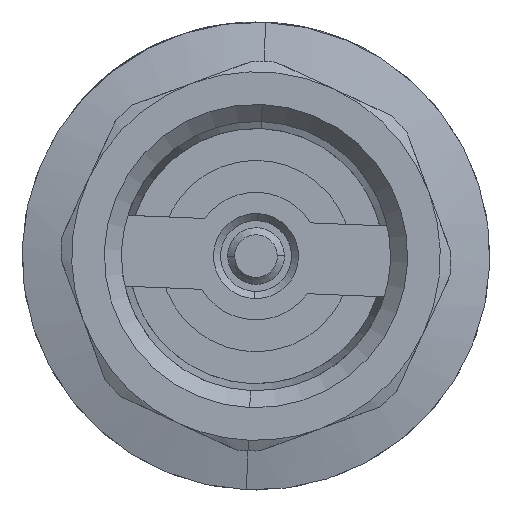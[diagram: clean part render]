
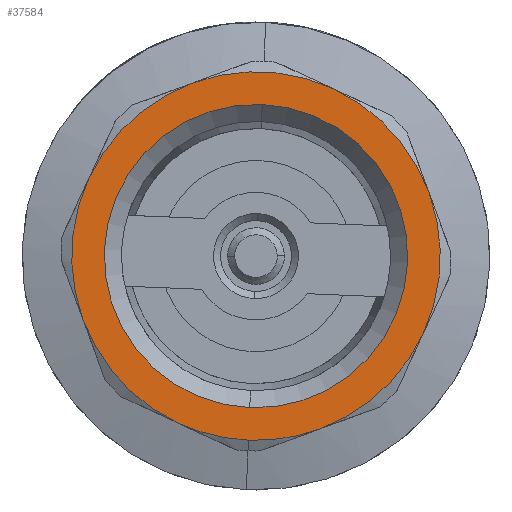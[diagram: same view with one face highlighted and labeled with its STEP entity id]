
A CAD part, front view. The second image highlights one B-rep face of the part: STEP entity #37584.
In plain terms, the highlighted face is planar.
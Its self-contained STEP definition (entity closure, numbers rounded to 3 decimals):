
#38 = EDGE_CURVE ( 'NONE', #28300, #14723, #20611, .T. ) ;
#673 = DIRECTION ( 'NONE',  ( 0., 1., 0. ) ) ;
#739 = DIRECTION ( 'NONE',  ( 0., 0., 1. ) ) ;
#1066 = EDGE_CURVE ( 'NONE', #17635, #23050, #22930, .T. ) ;
#1566 = CARTESIAN_POINT ( 'NONE',  ( 0., 20., 0. ) ) ;
#1729 = ORIENTED_EDGE ( 'NONE', *, *, #28311, .T. ) ;
#1743 = VERTEX_POINT ( 'NONE', #2344 ) ;
#2344 = CARTESIAN_POINT ( 'NONE',  ( 0., 20., 10.7 ) ) ;
#2558 = AXIS2_PLACEMENT_3D ( 'NONE', #37200, #16363, #34182 ) ;
#2560 = VERTEX_POINT ( 'NONE', #34008 ) ;
#3425 = CARTESIAN_POINT ( 'NONE',  ( 4.975, 20., 12.01 ) ) ;
#4202 = AXIS2_PLACEMENT_3D ( 'NONE', #33157, #15342, #36159 ) ;
#4220 = EDGE_CURVE ( 'NONE', #2560, #5844, #18610, .T. ) ;
#4502 = DIRECTION ( 'NONE',  ( 0., 0., 1. ) ) ;
#4657 = CARTESIAN_POINT ( 'NONE',  ( 0., 20., -10.7 ) ) ;
#4749 = CARTESIAN_POINT ( 'NONE',  ( 10.7, 20., 0. ) ) ;
#4762 = CIRCLE ( 'NONE', #15740, 13. ) ;
#4883 = ORIENTED_EDGE ( 'NONE', *, *, #37376, .T. ) ;
#5081 = DIRECTION ( 'NONE',  ( 0., 1., 0. ) ) ;
#5322 = DIRECTION ( 'NONE',  ( 0., 1., 0. ) ) ;
#5844 = VERTEX_POINT ( 'NONE', #16116 ) ;
#6491 = VERTEX_POINT ( 'NONE', #7501 ) ;
#6804 = ORIENTED_EDGE ( 'NONE', *, *, #21690, .T. ) ;
#7501 = CARTESIAN_POINT ( 'NONE',  ( 4.975, 20., -12.01 ) ) ;
#7632 = AXIS2_PLACEMENT_3D ( 'NONE', #1566, #22330, #4502 ) ;
#8495 = FACE_BOUND ( 'NONE', #37382, .T. ) ;
#8714 = EDGE_CURVE ( 'NONE', #5844, #17635, #24466, .T. ) ;
#9261 = AXIS2_PLACEMENT_3D ( 'NONE', #22905, #5081, #25876 ) ;
#10279 = AXIS2_PLACEMENT_3D ( 'NONE', #30905, #13092, #33899 ) ;
#10354 = CIRCLE ( 'NONE', #10279, 13. ) ;
#10498 = CIRCLE ( 'NONE', #9261, 10.7 ) ;
#11681 = CIRCLE ( 'NONE', #4202, 13. ) ;
#12292 = AXIS2_PLACEMENT_3D ( 'NONE', #12518, #33328, #739 ) ;
#12518 = CARTESIAN_POINT ( 'NONE',  ( 0., 20., 0. ) ) ;
#12752 = CARTESIAN_POINT ( 'NONE',  ( 12.01, 20., 4.975 ) ) ;
#13037 = ORIENTED_EDGE ( 'NONE', *, *, #4220, .T. ) ;
#13092 = DIRECTION ( 'NONE',  ( 0., 1., 0. ) ) ;
#13195 = ORIENTED_EDGE ( 'NONE', *, *, #36677, .T. ) ;
#14140 = VERTEX_POINT ( 'NONE', #34301 ) ;
#14236 = CIRCLE ( 'NONE', #21377, 10.7 ) ;
#14288 = ORIENTED_EDGE ( 'NONE', *, *, #8714, .T. ) ;
#14294 = DIRECTION ( 'NONE',  ( 0., 1., 0. ) ) ;
#14723 = VERTEX_POINT ( 'NONE', #23914 ) ;
#15186 = ORIENTED_EDGE ( 'NONE', *, *, #20160, .F. ) ;
#15342 = DIRECTION ( 'NONE',  ( 0., 1., 0. ) ) ;
#15740 = AXIS2_PLACEMENT_3D ( 'NONE', #35536, #17722, #38564 ) ;
#16116 = CARTESIAN_POINT ( 'NONE',  ( -12.01, 20., 4.975 ) ) ;
#16363 = DIRECTION ( 'NONE',  ( 0., 1., 0. ) ) ;
#17016 = DIRECTION ( 'NONE',  ( 0., 1., 0. ) ) ;
#17635 = VERTEX_POINT ( 'NONE', #31380 ) ;
#17722 = DIRECTION ( 'NONE',  ( 0., 1., 0. ) ) ;
#18446 = CARTESIAN_POINT ( 'NONE',  ( 0., 20., 0. ) ) ;
#18610 = CIRCLE ( 'NONE', #12292, 13. ) ;
#18655 = ORIENTED_EDGE ( 'NONE', *, *, #38, .T. ) ;
#19361 = VERTEX_POINT ( 'NONE', #4657 ) ;
#19607 = PLANE ( 'NONE',  #32170 ) ;
#20160 = EDGE_CURVE ( 'NONE', #19361, #1743, #10498, .T. ) ;
#20394 = CIRCLE ( 'NONE', #33677, 13. ) ;
#20611 = CIRCLE ( 'NONE', #2558, 13. ) ;
#21216 = CARTESIAN_POINT ( 'NONE',  ( 0., 20., -13. ) ) ;
#21377 = AXIS2_PLACEMENT_3D ( 'NONE', #32076, #14294, #35085 ) ;
#21429 = DIRECTION ( 'NONE',  ( 0., 0., 1. ) ) ;
#21690 = EDGE_CURVE ( 'NONE', #23050, #33887, #20394, .T. ) ;
#22330 = DIRECTION ( 'NONE',  ( 0., 1., 0. ) ) ;
#22905 = CARTESIAN_POINT ( 'NONE',  ( 0., 20., 0. ) ) ;
#22930 = CIRCLE ( 'NONE', #32986, 13. ) ;
#23050 = VERTEX_POINT ( 'NONE', #3425 ) ;
#23161 = CARTESIAN_POINT ( 'NONE',  ( 0., 20., 0. ) ) ;
#23229 = ORIENTED_EDGE ( 'NONE', *, *, #37168, .T. ) ;
#23748 = ORIENTED_EDGE ( 'NONE', *, *, #1066, .T. ) ;
#23914 = CARTESIAN_POINT ( 'NONE',  ( -4.975, 20., -12.01 ) ) ;
#24466 = CIRCLE ( 'NONE', #7632, 13. ) ;
#25111 = EDGE_CURVE ( 'NONE', #1743, #19361, #14236, .T. ) ;
#25876 = DIRECTION ( 'NONE',  ( 0., 0., 1. ) ) ;
#26112 = DIRECTION ( 'NONE',  ( 0., 0., 1. ) ) ;
#28300 = VERTEX_POINT ( 'NONE', #21216 ) ;
#28311 = EDGE_CURVE ( 'NONE', #14140, #6491, #11681, .T. ) ;
#28557 = DIRECTION ( 'NONE',  ( 0., 0., -1. ) ) ;
#28932 = AXIS2_PLACEMENT_3D ( 'NONE', #18446, #673, #21429 ) ;
#30499 = EDGE_LOOP ( 'NONE', ( #6804, #4883, #1729, #23229, #18655, #13195, #13037, #14288, #23748 ) ) ;
#30905 = CARTESIAN_POINT ( 'NONE',  ( 0., 20., 0. ) ) ;
#31278 = FACE_OUTER_BOUND ( 'NONE', #30499, .T. ) ;
#31380 = CARTESIAN_POINT ( 'NONE',  ( -4.975, 20., 12.01 ) ) ;
#32076 = CARTESIAN_POINT ( 'NONE',  ( 0., 20., 0. ) ) ;
#32170 = AXIS2_PLACEMENT_3D ( 'NONE', #4749, #37430, #28557 ) ;
#32986 = AXIS2_PLACEMENT_3D ( 'NONE', #23161, #5322, #26112 ) ;
#33157 = CARTESIAN_POINT ( 'NONE',  ( 0., 20., 0. ) ) ;
#33328 = DIRECTION ( 'NONE',  ( 0., 1., 0. ) ) ;
#33677 = AXIS2_PLACEMENT_3D ( 'NONE', #34832, #17016, #37842 ) ;
#33887 = VERTEX_POINT ( 'NONE', #12752 ) ;
#33899 = DIRECTION ( 'NONE',  ( 0., 0., 1. ) ) ;
#34008 = CARTESIAN_POINT ( 'NONE',  ( -12.01, 20., -4.975 ) ) ;
#34182 = DIRECTION ( 'NONE',  ( 0., 0., 1. ) ) ;
#34301 = CARTESIAN_POINT ( 'NONE',  ( 12.01, 20., -4.975 ) ) ;
#34832 = CARTESIAN_POINT ( 'NONE',  ( 0., 20., 0. ) ) ;
#35085 = DIRECTION ( 'NONE',  ( 0., 0., 1. ) ) ;
#35536 = CARTESIAN_POINT ( 'NONE',  ( 0., 20., 0. ) ) ;
#36159 = DIRECTION ( 'NONE',  ( 0., 0., 1. ) ) ;
#36677 = EDGE_CURVE ( 'NONE', #14723, #2560, #4762, .T. ) ;
#37168 = EDGE_CURVE ( 'NONE', #6491, #28300, #37825, .T. ) ;
#37200 = CARTESIAN_POINT ( 'NONE',  ( 0., 20., 0. ) ) ;
#37376 = EDGE_CURVE ( 'NONE', #33887, #14140, #10354, .T. ) ;
#37382 = EDGE_LOOP ( 'NONE', ( #37426, #15186 ) ) ;
#37426 = ORIENTED_EDGE ( 'NONE', *, *, #25111, .F. ) ;
#37430 = DIRECTION ( 'NONE',  ( 0., -1., 0. ) ) ;
#37584 = ADVANCED_FACE ( 'NONE', ( #8495, #31278 ), #19607, .F. ) ;
#37825 = CIRCLE ( 'NONE', #28932, 13. ) ;
#37842 = DIRECTION ( 'NONE',  ( 0., 0., 1. ) ) ;
#38564 = DIRECTION ( 'NONE',  ( 0., 0., 1. ) ) ;
